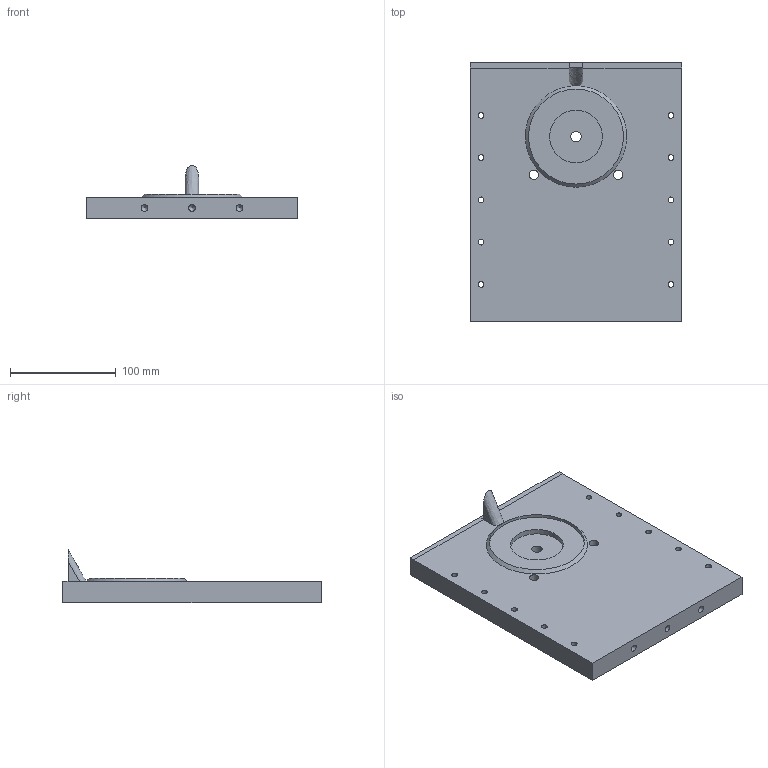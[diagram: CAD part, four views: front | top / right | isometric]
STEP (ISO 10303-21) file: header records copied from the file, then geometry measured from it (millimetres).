
FILE_DESCRIPTION(('FreeCAD Model'),'2;1');
FILE_NAME('Open CASCADE Shape Model','2025-03-06T21:26:45',(''),(''), 'Open CASCADE STEP processor 7.8','FreeCAD','Unknown');
FILE_SCHEMA(('AUTOMOTIVE_DESIGN { 1 0 10303 214 1 1 1 1 }'));
Length unit declared in the file: millimetre
Products named in the file (1): MoldFront
Bounding box: 200 x 245 x 50.31 mm (x, y, z)
Volume: 957831.5 mm3; surface area: 126530 mm2
Topology: 1 solids, 1 shells, 67 faces, 149 edges, 95 vertices
Faces by surface type: cylinder 33, plane 24, cone 9, extrusion 1
Full cylindrical faces by diameter (mm): 5.5 x10, 6.4 x8, 9 x12, 10 x1, 50 x1, 90 x1
Entity records: 4214 total; most frequent: CARTESIAN_POINT 1132, DIRECTION 602, VECTOR 286, LINE 285, ORIENTED_EDGE 282, PCURVE 282, DEFINITIONAL_REPRESENTATION 282, EDGE_CURVE 141
